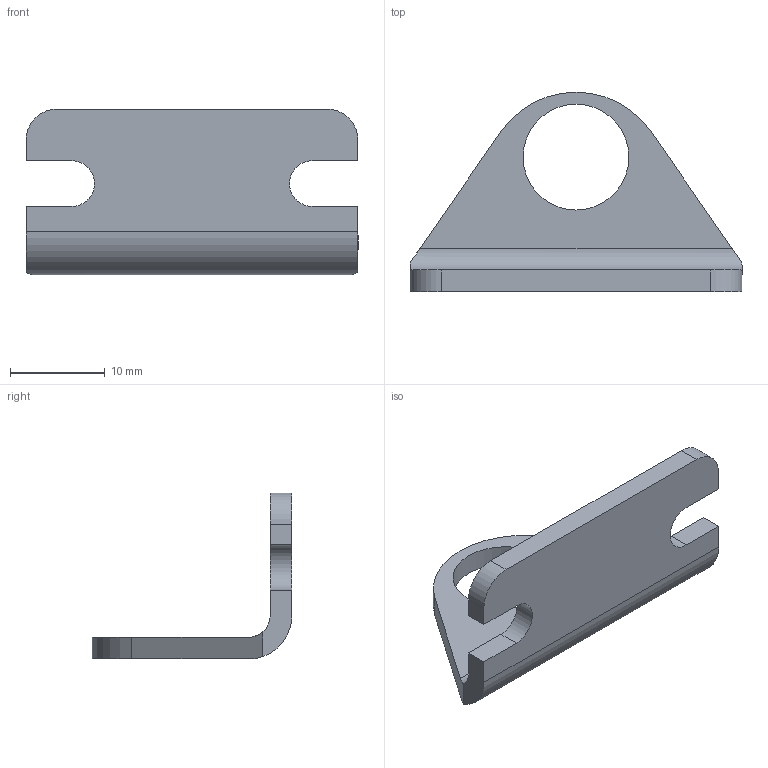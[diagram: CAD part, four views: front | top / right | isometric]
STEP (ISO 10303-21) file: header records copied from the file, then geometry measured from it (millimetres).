
FILE_DESCRIPTION (( 'STEP AP203' ), '1' );
FILE_NAME ('4952K126.step', '2015-03-10T18:05:59', ( '' ), ( '' ), 'SwSTEP 2.0', 'SolidWorks 2010', '' );
FILE_SCHEMA (( 'CONFIG_CONTROL_DESIGN' ));
Length unit declared in the file: inch
Products named in the file (1): 4952K126
Bounding box: 35.05 x 21.08 x 17.53 mm (x, y, z)
Volume: 1877.7 mm3; surface area: 2050.1 mm2
Topology: 1 solids, 1 shells, 24 faces, 66 edges, 44 vertices
Faces by surface type: plane 15, cylinder 9
Entity records: 851 total; most frequent: CARTESIAN_POINT 147, ORIENTED_EDGE 132, DIRECTION 130, EDGE_CURVE 66, VECTOR 44, LINE 44, VERTEX_POINT 44, AXIS2_PLACEMENT_3D 43
